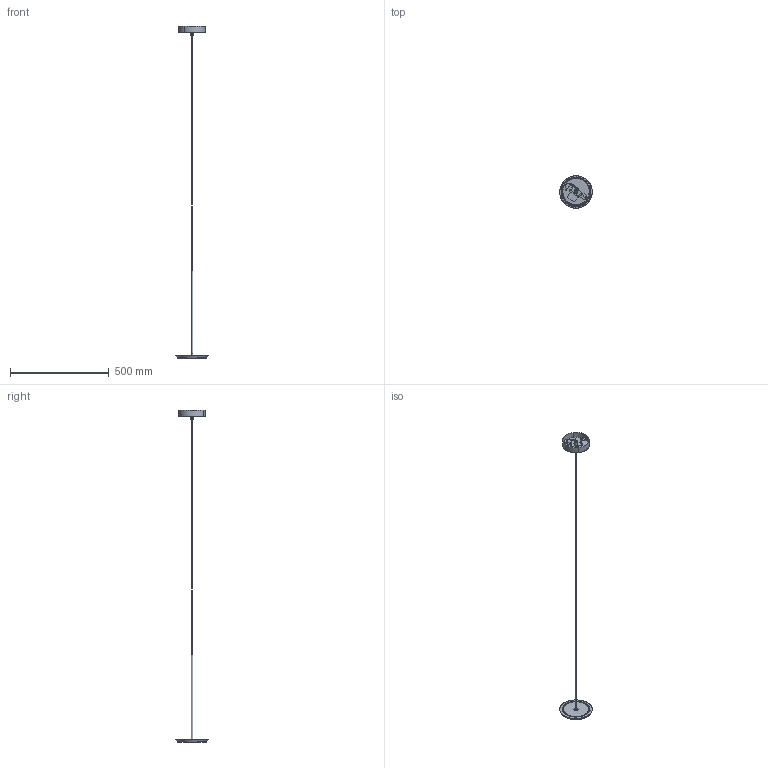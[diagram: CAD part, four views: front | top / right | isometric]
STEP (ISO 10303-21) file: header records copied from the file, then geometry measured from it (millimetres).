
FILE_DESCRIPTION(/* description */ (''),/* implementation_level */ '2;1');
FILE_NAME(/* name */ 'SKY Pendant, SOLO',/* time_stamp */ '2020-08-27T15:36:01-07:00',/* author */ (''),/* organization */ (''),/* preprocessor_version */ 'ST-DEVELOPER v16.5',/* originating_system */ '',/* authorisation */ '');
FILE_SCHEMA (('AUTOMOTIVE_DESIGN'));
Length unit declared in the file: inch
Products named in the file (24): Document; _0001.stp; Block 01; 0002.stp; 0.stp; 0005.stp; 000.stp; _M6000.stp; 0-0.stp; BOLA_CANOPY_125.stp; Bola, Canopy, 2C, Mount Bracket; ULight, Pendant , Diffuser Lens Upper.step; CLO-2003 Cielo Inner Ring.step; ULight, Pendant Diffuser Upper.step; ULight, Pendant Diffuser Lower.step; ULight, Pendant , Diffuser Lens Adhesive.step; ULight, Pendant Strainrelief.step; ULight, Pendant LGP.step; ULight, Pendant Head Connector.step; CLO-0511 Cielo Reflector-LI01.step; CLO-2002 Cielo Lens.step; ULight, Post Extension_17" Post, Smooth; Bola Canopy, 2C, Canopy Cover Nut, v2; Bola, Cable
Assembly tree (24 placements, depth 3):
  Document
    _0001.stp
      Block 01
    0002.stp
    0.stp
    0005.stp
    000.stp
    _M6000.stp  x2
    0-0.stp
    BOLA_CANOPY_125.stp
    Bola, Canopy, 2C, Mount Bracket
    ULight, Pendant , Diffuser Lens Upper.step
    CLO-2003 Cielo Inner Ring.step
    ULight, Pendant Diffuser Upper.step
    ULight, Pendant Diffuser Lower.step
    ULight, Pendant , Diffuser Lens Adhesive.step
    ULight, Pendant Strainrelief.step
    ULight, Pendant LGP.step
    ULight, Pendant Head Connector.step
    CLO-0511 Cielo Reflector-LI01.step
    CLO-2002 Cielo Lens.step
    ULight, Post Extension_17" Post, Smooth
    Bola Canopy, 2C, Canopy Cover Nut, v2
    Bola, Cable
Bounding box: 164.13 x 164.17 x 1677.59 mm (x, y, z)
Volume: 283908.7 mm3; surface area: 380048.8 mm2
Topology: 25 solids, 29 shells, 1067 faces, 2758 edges, 1763 vertices
Faces by surface type: plane 581, bspline 486
Entity records: 52036 total; most frequent: CARTESIAN_POINT 34270, ORIENTED_EDGE 5336, EDGE_CURVE 2678, B_SPLINE_CURVE_WITH_KNOTS 1960, VERTEX_POINT 1711, EDGE_LOOP 1101, ADVANCED_FACE 1036, FACE_OUTER_BOUND 1036
